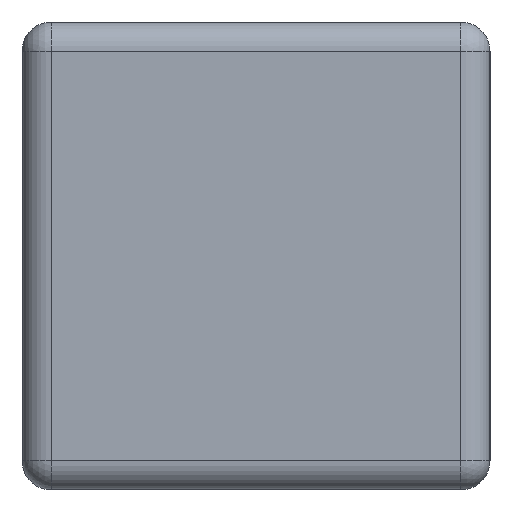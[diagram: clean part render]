
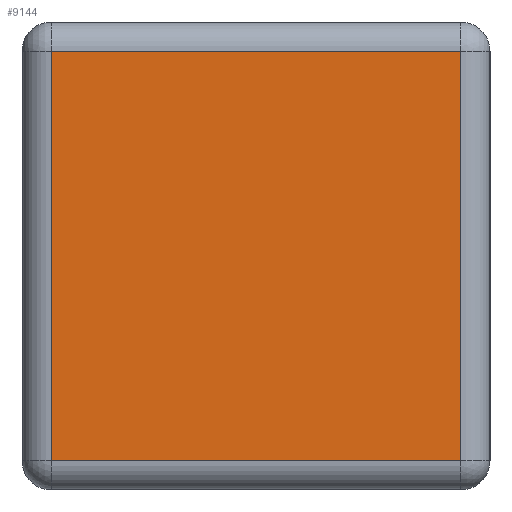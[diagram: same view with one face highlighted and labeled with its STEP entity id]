
A CAD part, left-side view. The second image highlights one B-rep face of the part: STEP entity #9144.
In plain terms, the highlighted planar face has unit normal (-1, 0, 0).
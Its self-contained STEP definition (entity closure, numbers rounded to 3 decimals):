
#192 = LINE ( 'NONE', #7539, #8745 ) ;
#442 = CARTESIAN_POINT ( 'NONE',  ( -5.125, -1.4, -1.4 ) ) ;
#653 = VERTEX_POINT ( 'NONE', #7433 ) ;
#1504 = VERTEX_POINT ( 'NONE', #12032 ) ;
#2208 = AXIS2_PLACEMENT_3D ( 'NONE', #12173, #7088, #10732 ) ;
#2826 = EDGE_CURVE ( 'NONE', #9353, #653, #8460, .T. ) ;
#2842 = FACE_OUTER_BOUND ( 'NONE', #9728, .T. ) ;
#2888 = EDGE_CURVE ( 'NONE', #1504, #9353, #192, .T. ) ;
#3382 = DIRECTION ( 'NONE',  ( 0., 0., 1. ) ) ;
#4211 = ORIENTED_EDGE ( 'NONE', *, *, #6570, .T. ) ;
#4926 = VECTOR ( 'NONE', #16182, 1000. ) ;
#6570 = EDGE_CURVE ( 'NONE', #15592, #1504, #11096, .T. ) ;
#6829 = CARTESIAN_POINT ( 'NONE',  ( -5.125, 1.4, 1.4 ) ) ;
#6987 = EDGE_CURVE ( 'NONE', #653, #15592, #12416, .T. ) ;
#7088 = DIRECTION ( 'NONE',  ( 1., 0., 0. ) ) ;
#7433 = CARTESIAN_POINT ( 'NONE',  ( -5.125, -1.4, 1.4 ) ) ;
#7539 = CARTESIAN_POINT ( 'NONE',  ( -5.125, -1.6, -1.4 ) ) ;
#7835 = PLANE ( 'NONE',  #2208 ) ;
#8460 = LINE ( 'NONE', #10704, #13167 ) ;
#8745 = VECTOR ( 'NONE', #10038, 1000. ) ;
#9144 = ADVANCED_FACE ( 'NONE', ( #2842 ), #7835, .F. ) ;
#9353 = VERTEX_POINT ( 'NONE', #442 ) ;
#9456 = VECTOR ( 'NONE', #9846, 1000. ) ;
#9728 = EDGE_LOOP ( 'NONE', ( #13631, #4211, #12353, #14795 ) ) ;
#9846 = DIRECTION ( 'NONE',  ( 0., 0., -1. ) ) ;
#10038 = DIRECTION ( 'NONE',  ( 0., -1., 0. ) ) ;
#10704 = CARTESIAN_POINT ( 'NONE',  ( -5.125, -1.4, 1.6 ) ) ;
#10732 = DIRECTION ( 'NONE',  ( 0., 0., -1. ) ) ;
#11081 = CARTESIAN_POINT ( 'NONE',  ( -5.125, 1.6, 1.4 ) ) ;
#11096 = LINE ( 'NONE', #16045, #9456 ) ;
#12032 = CARTESIAN_POINT ( 'NONE',  ( -5.125, 1.4, -1.4 ) ) ;
#12173 = CARTESIAN_POINT ( 'NONE',  ( -5.125, 1.6, 1.6 ) ) ;
#12353 = ORIENTED_EDGE ( 'NONE', *, *, #2888, .T. ) ;
#12416 = LINE ( 'NONE', #11081, #4926 ) ;
#13167 = VECTOR ( 'NONE', #3382, 1000. ) ;
#13631 = ORIENTED_EDGE ( 'NONE', *, *, #6987, .T. ) ;
#14795 = ORIENTED_EDGE ( 'NONE', *, *, #2826, .T. ) ;
#15592 = VERTEX_POINT ( 'NONE', #6829 ) ;
#16045 = CARTESIAN_POINT ( 'NONE',  ( -5.125, 1.4, 1.6 ) ) ;
#16182 = DIRECTION ( 'NONE',  ( 0., 1., 0. ) ) ;
